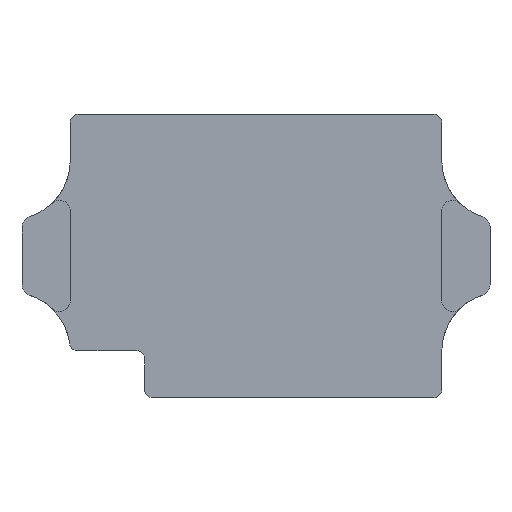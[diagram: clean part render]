
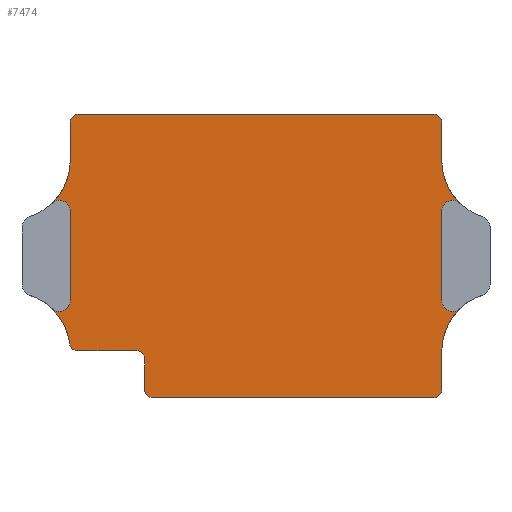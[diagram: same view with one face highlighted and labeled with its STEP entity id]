
A CAD part, top view. The second image highlights one B-rep face of the part: STEP entity #7474.
In plain terms, the highlighted planar face has unit normal (0, 0, 1).
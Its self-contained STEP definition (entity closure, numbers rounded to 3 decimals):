
#820=PLANE('',#7914);
#956=FACE_OUTER_BOUND('',#1375,.T.);
#1375=EDGE_LOOP('',(#5083,#5084,#5085,#5086,#5087,#5088,#5089,#5090,#5091,
#5092,#5093,#5094,#5095,#5096,#5097,#5098,#5099,#5100,#5101,#5102,#5103,
#5104,#5105,#5106));
#1818=LINE('',#9201,#2428);
#1819=LINE('',#9205,#2429);
#1820=LINE('',#9207,#2430);
#1821=LINE('',#9211,#2431);
#1822=LINE('',#9215,#2432);
#1823=LINE('',#9221,#2433);
#1824=LINE('',#9227,#2434);
#1825=LINE('',#9231,#2435);
#1826=LINE('',#9235,#2436);
#1827=LINE('',#9241,#2437);
#2428=VECTOR('',#8151,10.);
#2429=VECTOR('',#8154,10.);
#2430=VECTOR('',#8155,10.);
#2431=VECTOR('',#8158,10.);
#2432=VECTOR('',#8161,10.);
#2433=VECTOR('',#8166,10.);
#2434=VECTOR('',#8171,10.);
#2435=VECTOR('',#8174,10.);
#2436=VECTOR('',#8177,10.);
#2437=VECTOR('',#8182,10.);
#3034=CIRCLE('',#7908,0.75);
#3035=CIRCLE('',#7910,5.5);
#3039=CIRCLE('',#7915,0.75);
#3040=CIRCLE('',#7916,0.75);
#3041=CIRCLE('',#7917,0.75);
#3042=CIRCLE('',#7918,5.5);
#3043=CIRCLE('',#7919,1.);
#3044=CIRCLE('',#7920,1.);
#3045=CIRCLE('',#7921,5.5);
#3046=CIRCLE('',#7922,0.75);
#3047=CIRCLE('',#7923,0.75);
#3048=CIRCLE('',#7924,5.5);
#3049=CIRCLE('',#7925,1.);
#3050=CIRCLE('',#7926,1.);
#3093=VERTEX_POINT('',#9180);
#3094=VERTEX_POINT('',#9182);
#3095=VERTEX_POINT('',#9186);
#3101=VERTEX_POINT('',#9200);
#3102=VERTEX_POINT('',#9202);
#3103=VERTEX_POINT('',#9204);
#3104=VERTEX_POINT('',#9206);
#3105=VERTEX_POINT('',#9208);
#3106=VERTEX_POINT('',#9210);
#3107=VERTEX_POINT('',#9212);
#3108=VERTEX_POINT('',#9214);
#3109=VERTEX_POINT('',#9216);
#3110=VERTEX_POINT('',#9218);
#3111=VERTEX_POINT('',#9220);
#3112=VERTEX_POINT('',#9222);
#3113=VERTEX_POINT('',#9224);
#3114=VERTEX_POINT('',#9226);
#3115=VERTEX_POINT('',#9228);
#3116=VERTEX_POINT('',#9230);
#3117=VERTEX_POINT('',#9232);
#3118=VERTEX_POINT('',#9234);
#3119=VERTEX_POINT('',#9236);
#3120=VERTEX_POINT('',#9238);
#3121=VERTEX_POINT('',#9240);
#3885=EDGE_CURVE('',#3093,#3094,#3034,.T.);
#3887=EDGE_CURVE('',#3095,#3094,#3035,.T.);
#3894=EDGE_CURVE('',#3093,#3101,#1818,.T.);
#3895=EDGE_CURVE('',#3102,#3101,#3039,.T.);
#3896=EDGE_CURVE('',#3103,#3102,#1819,.T.);
#3897=EDGE_CURVE('',#3104,#3103,#1820,.T.);
#3898=EDGE_CURVE('',#3105,#3104,#3040,.T.);
#3899=EDGE_CURVE('',#3106,#3105,#1821,.T.);
#3900=EDGE_CURVE('',#3107,#3106,#3041,.T.);
#3901=EDGE_CURVE('',#3108,#3107,#1822,.T.);
#3902=EDGE_CURVE('',#3108,#3109,#3042,.T.);
#3903=EDGE_CURVE('',#3109,#3110,#3043,.T.);
#3904=EDGE_CURVE('',#3111,#3110,#1823,.T.);
#3905=EDGE_CURVE('',#3112,#3111,#3044,.F.);
#3906=EDGE_CURVE('',#3112,#3113,#3045,.T.);
#3907=EDGE_CURVE('',#3114,#3113,#1824,.T.);
#3908=EDGE_CURVE('',#3115,#3114,#3046,.T.);
#3909=EDGE_CURVE('',#3116,#3115,#1825,.T.);
#3910=EDGE_CURVE('',#3117,#3116,#3047,.T.);
#3911=EDGE_CURVE('',#3118,#3117,#1826,.T.);
#3912=EDGE_CURVE('',#3118,#3119,#3048,.T.);
#3913=EDGE_CURVE('',#3119,#3120,#3049,.T.);
#3914=EDGE_CURVE('',#3121,#3120,#1827,.T.);
#3915=EDGE_CURVE('',#3095,#3121,#3050,.F.);
#5083=ORIENTED_EDGE('',*,*,#3885,.F.);
#5084=ORIENTED_EDGE('',*,*,#3894,.T.);
#5085=ORIENTED_EDGE('',*,*,#3895,.F.);
#5086=ORIENTED_EDGE('',*,*,#3896,.F.);
#5087=ORIENTED_EDGE('',*,*,#3897,.F.);
#5088=ORIENTED_EDGE('',*,*,#3898,.F.);
#5089=ORIENTED_EDGE('',*,*,#3899,.F.);
#5090=ORIENTED_EDGE('',*,*,#3900,.F.);
#5091=ORIENTED_EDGE('',*,*,#3901,.F.);
#5092=ORIENTED_EDGE('',*,*,#3902,.T.);
#5093=ORIENTED_EDGE('',*,*,#3903,.T.);
#5094=ORIENTED_EDGE('',*,*,#3904,.F.);
#5095=ORIENTED_EDGE('',*,*,#3905,.F.);
#5096=ORIENTED_EDGE('',*,*,#3906,.T.);
#5097=ORIENTED_EDGE('',*,*,#3907,.F.);
#5098=ORIENTED_EDGE('',*,*,#3908,.F.);
#5099=ORIENTED_EDGE('',*,*,#3909,.F.);
#5100=ORIENTED_EDGE('',*,*,#3910,.F.);
#5101=ORIENTED_EDGE('',*,*,#3911,.F.);
#5102=ORIENTED_EDGE('',*,*,#3912,.T.);
#5103=ORIENTED_EDGE('',*,*,#3913,.T.);
#5104=ORIENTED_EDGE('',*,*,#3914,.F.);
#5105=ORIENTED_EDGE('',*,*,#3915,.F.);
#5106=ORIENTED_EDGE('',*,*,#3887,.T.);
#7474=ADVANCED_FACE('',(#956),#820,.F.);
#7908=AXIS2_PLACEMENT_3D('',#9183,#8133,#8134);
#7910=AXIS2_PLACEMENT_3D('',#9187,#8138,#8139);
#7914=AXIS2_PLACEMENT_3D('',#9199,#8149,#8150);
#7915=AXIS2_PLACEMENT_3D('',#9203,#8152,#8153);
#7916=AXIS2_PLACEMENT_3D('',#9209,#8156,#8157);
#7917=AXIS2_PLACEMENT_3D('',#9213,#8159,#8160);
#7918=AXIS2_PLACEMENT_3D('',#9217,#8162,#8163);
#7919=AXIS2_PLACEMENT_3D('',#9219,#8164,#8165);
#7920=AXIS2_PLACEMENT_3D('',#9223,#8167,#8168);
#7921=AXIS2_PLACEMENT_3D('',#9225,#8169,#8170);
#7922=AXIS2_PLACEMENT_3D('',#9229,#8172,#8173);
#7923=AXIS2_PLACEMENT_3D('',#9233,#8175,#8176);
#7924=AXIS2_PLACEMENT_3D('',#9237,#8178,#8179);
#7925=AXIS2_PLACEMENT_3D('',#9239,#8180,#8181);
#7926=AXIS2_PLACEMENT_3D('',#9242,#8183,#8184);
#8133=DIRECTION('center_axis',(0.,0.,-1.));
#8134=DIRECTION('ref_axis',(-0.662,-0.75,0.));
#8138=DIRECTION('center_axis',(0.,0.,-1.));
#8139=DIRECTION('ref_axis',(0.182,0.983,0.));
#8149=DIRECTION('center_axis',(0.,0.,-1.));
#8150=DIRECTION('ref_axis',(0.,1.,0.));
#8151=DIRECTION('',(1.,0.,0.));
#8152=DIRECTION('center_axis',(0.,0.,1.));
#8153=DIRECTION('ref_axis',(0.707,0.707,0.));
#8154=DIRECTION('',(0.,1.,0.));
#8155=DIRECTION('',(0.,1.,0.));
#8156=DIRECTION('center_axis',(0.,0.,-1.));
#8157=DIRECTION('ref_axis',(-0.707,-0.707,0.));
#8158=DIRECTION('',(-1.,0.,0.));
#8159=DIRECTION('center_axis',(0.,0.,-1.));
#8160=DIRECTION('ref_axis',(0.707,-0.707,0.));
#8161=DIRECTION('',(0.,-1.,0.));
#8162=DIRECTION('center_axis',(0.,0.,-1.));
#8163=DIRECTION('ref_axis',(-1.,0.,0.));
#8164=DIRECTION('center_axis',(0.,0.,-1.));
#8165=DIRECTION('ref_axis',(-0.392,-0.92,0.));
#8166=DIRECTION('',(0.,-1.,0.));
#8167=DIRECTION('center_axis',(0.,0.,-1.));
#8168=DIRECTION('ref_axis',(-0.392,0.92,0.));
#8169=DIRECTION('center_axis',(0.,0.,-1.));
#8170=DIRECTION('ref_axis',(-0.182,-0.983,0.));
#8171=DIRECTION('',(0.,-1.,0.));
#8172=DIRECTION('center_axis',(0.,0.,-1.));
#8173=DIRECTION('ref_axis',(0.707,0.707,0.));
#8174=DIRECTION('',(1.,0.,0.));
#8175=DIRECTION('center_axis',(0.,0.,-1.));
#8176=DIRECTION('ref_axis',(-0.707,0.707,0.));
#8177=DIRECTION('',(0.,1.,0.));
#8178=DIRECTION('center_axis',(0.,0.,-1.));
#8179=DIRECTION('ref_axis',(1.,0.,0.));
#8180=DIRECTION('center_axis',(0.,0.,-1.));
#8181=DIRECTION('ref_axis',(0.392,0.92,0.));
#8182=DIRECTION('',(0.,1.,0.));
#8183=DIRECTION('center_axis',(0.,0.,-1.));
#8184=DIRECTION('ref_axis',(0.392,-0.92,0.));
#9180=CARTESIAN_POINT('',(-16.659,-8.86,3.1));
#9182=CARTESIAN_POINT('',(-17.403,-8.204,3.1));
#9183=CARTESIAN_POINT('Origin',(-16.659,-8.11,3.1));
#9186=CARTESIAN_POINT('',(-19.052,-4.921,3.1));
#9187=CARTESIAN_POINT('Origin',(-22.86,-8.89,3.1));
#9199=CARTESIAN_POINT('Origin',(5.1,0.15,3.1));
#9200=CARTESIAN_POINT('',(-11.15,-8.86,3.1));
#9201=CARTESIAN_POINT('',(-2.65,-8.86,3.1));
#9202=CARTESIAN_POINT('',(-10.4,-9.61,3.1));
#9203=CARTESIAN_POINT('Origin',(-11.15,-9.61,3.1));
#9204=CARTESIAN_POINT('',(-10.4,-10.57,3.1));
#9205=CARTESIAN_POINT('',(-10.4,-5.21,3.1));
#9206=CARTESIAN_POINT('',(-10.4,-12.48,3.1));
#9207=CARTESIAN_POINT('',(-10.4,-6.54,3.1));
#9208=CARTESIAN_POINT('',(-9.65,-13.23,3.1));
#9209=CARTESIAN_POINT('Origin',(-9.65,-12.48,3.1));
#9210=CARTESIAN_POINT('',(16.61,-13.23,3.1));
#9211=CARTESIAN_POINT('',(11.23,-13.23,3.1));
#9212=CARTESIAN_POINT('',(17.36,-12.48,3.1));
#9213=CARTESIAN_POINT('Origin',(16.61,-12.48,3.1));
#9214=CARTESIAN_POINT('',(17.36,-8.89,3.1));
#9215=CARTESIAN_POINT('',(17.36,-4.37,3.1));
#9216=CARTESIAN_POINT('',(19.052,-4.921,3.1));
#9217=CARTESIAN_POINT('Origin',(22.86,-8.89,3.1));
#9218=CARTESIAN_POINT('',(17.36,-4.2,3.1));
#9219=CARTESIAN_POINT('Origin',(18.36,-4.2,3.1));
#9220=CARTESIAN_POINT('',(17.36,4.2,3.1));
#9221=CARTESIAN_POINT('',(17.36,-13.23,3.1));
#9222=CARTESIAN_POINT('',(19.052,4.921,3.1));
#9223=CARTESIAN_POINT('Origin',(18.36,4.2,3.1));
#9224=CARTESIAN_POINT('',(17.36,8.89,3.1));
#9225=CARTESIAN_POINT('Origin',(22.86,8.89,3.1));
#9226=CARTESIAN_POINT('',(17.36,12.48,3.1));
#9227=CARTESIAN_POINT('',(17.36,6.69,3.1));
#9228=CARTESIAN_POINT('',(16.61,13.23,3.1));
#9229=CARTESIAN_POINT('Origin',(16.61,12.48,3.1));
#9230=CARTESIAN_POINT('',(-16.61,13.23,3.1));
#9231=CARTESIAN_POINT('',(-6.13,13.23,3.1));
#9232=CARTESIAN_POINT('',(-17.36,12.48,3.1));
#9233=CARTESIAN_POINT('Origin',(-16.61,12.48,3.1));
#9234=CARTESIAN_POINT('',(-17.36,8.89,3.1));
#9235=CARTESIAN_POINT('',(-17.36,4.52,3.1));
#9236=CARTESIAN_POINT('',(-19.052,4.921,3.1));
#9237=CARTESIAN_POINT('Origin',(-22.86,8.89,3.1));
#9238=CARTESIAN_POINT('',(-17.36,4.2,3.1));
#9239=CARTESIAN_POINT('Origin',(-18.36,4.2,3.1));
#9240=CARTESIAN_POINT('',(-17.36,-4.2,3.1));
#9241=CARTESIAN_POINT('',(-17.36,13.23,3.1));
#9242=CARTESIAN_POINT('Origin',(-18.36,-4.2,3.1));
